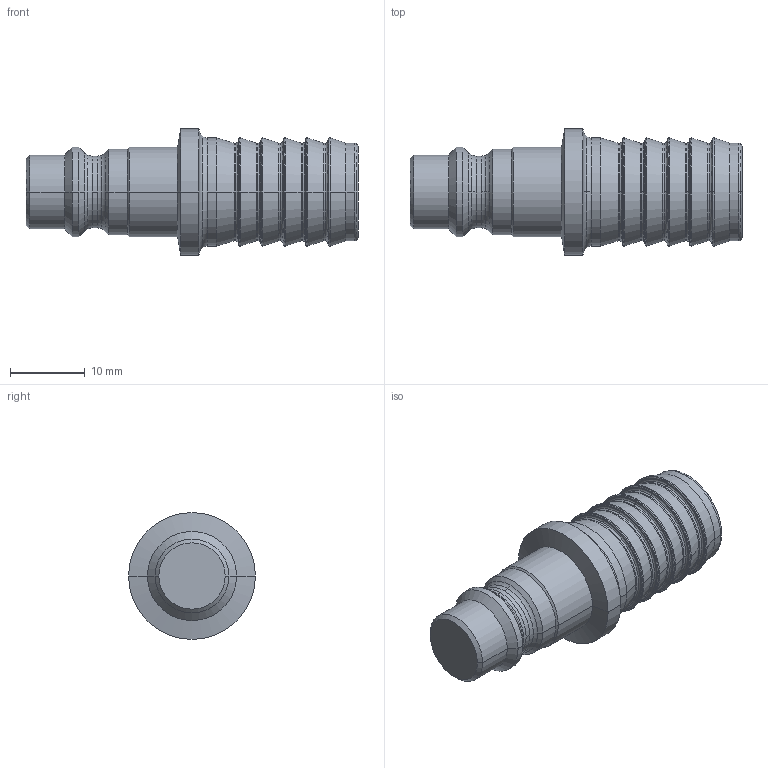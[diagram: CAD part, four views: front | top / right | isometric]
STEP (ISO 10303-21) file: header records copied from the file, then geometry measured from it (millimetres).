
FILE_DESCRIPTION((''),'2;1');
FILE_NAME('4221001103','2020-02-13T15:42:23',('Toocsr'),(''),'CREO PARAMETRIC BY PTC INC, 2018100','CREO PARAMETRIC BY PTC INC, 2018100','');
FILE_SCHEMA(('AP242_MANAGED_MODEL_BASED_3D_ENGINEERING_MIM_LF { 1 0 10303 442 1 1 4 }'));
Length unit declared in the file: millimetre
Products named in the file (1): 4221001103
Bounding box: 44.5 x 17 x 17 mm (x, y, z)
Volume: 5753.9 mm3; surface area: 2266.9 mm2
Topology: 1 solids, 1 shells, 120 faces, 293 edges, 175 vertices
Faces by surface type: torus 56, cone 36, cylinder 26, plane 2
Entity records: 3684 total; most frequent: DIRECTION 764, CARTESIAN_POINT 590, ORIENTED_EDGE 586, AXIS2_PLACEMENT_3D 351, EDGE_CURVE 293, CIRCLE 231, VERTEX_POINT 175, EDGE_LOOP 120
